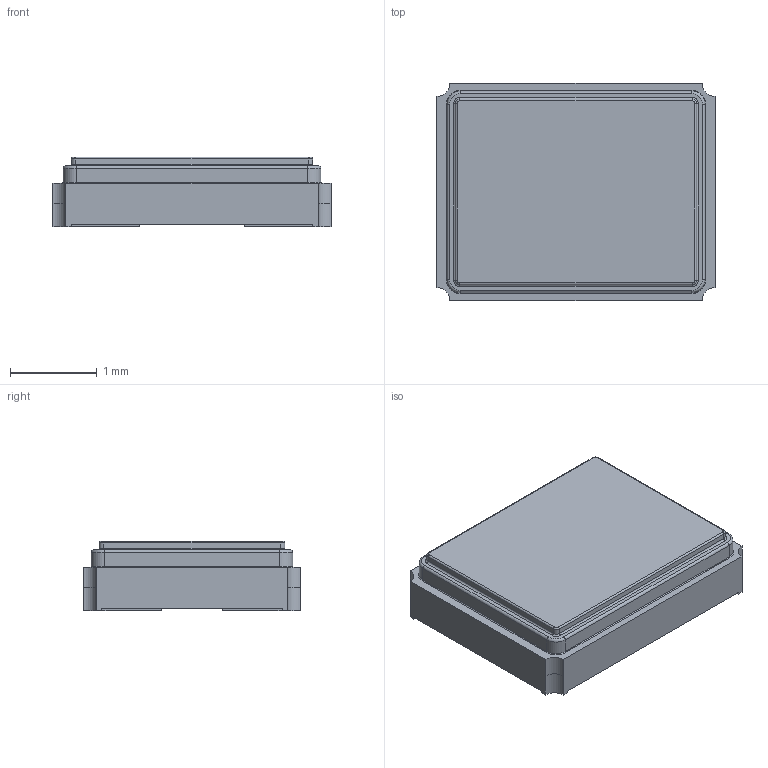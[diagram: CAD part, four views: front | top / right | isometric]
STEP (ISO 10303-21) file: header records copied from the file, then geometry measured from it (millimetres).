
FILE_DESCRIPTION(/* description */ ('Unknown'),/* implementation_level */ '2;1');
FILE_NAME(/* name */ 'EB2532YA08-25.000M TR',/* time_stamp */ '2024-05-14T17:44:19+02:00',/* author */ ('Unknown'),/* organization */ ('Unknown'),/* preprocessor_version */ 'ST-DEVELOPER v18.102',/* originating_system */ 'Solid Edge',/* authorisation */ 'Unknown');
FILE_SCHEMA (('AUTOMOTIVE_DESIGN {1 0 10303 214 3 1 1}'));
Length unit declared in the file: millimetre
Products named in the file (1): EB2532YA08-25.000M TR
Bounding box: 3.2 x 2.5 x 0.8 mm (x, y, z)
Volume: 5.8 mm3; surface area: 24.2 mm2
Topology: 1 solids, 1 shells, 92 faces, 232 edges, 144 vertices
Faces by surface type: cylinder 40, plane 36, torus 16
Entity records: 3421 total; most frequent: DIRECTION 510, CARTESIAN_POINT 469, ORIENTED_EDGE 464, EDGE_CURVE 232, AXIS2_PLACEMENT_3D 185, VERTEX_POINT 144, LINE 140, VECTOR 140
